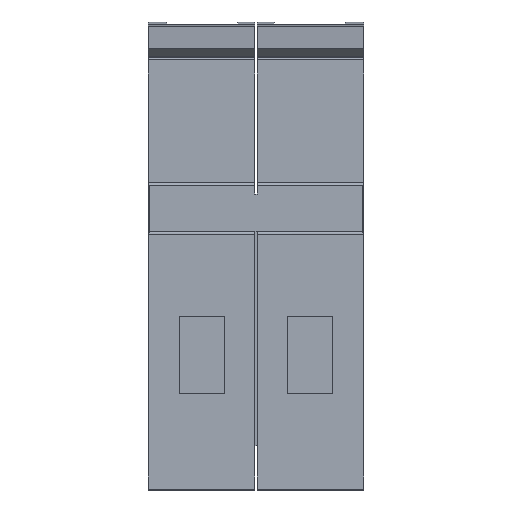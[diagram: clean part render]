
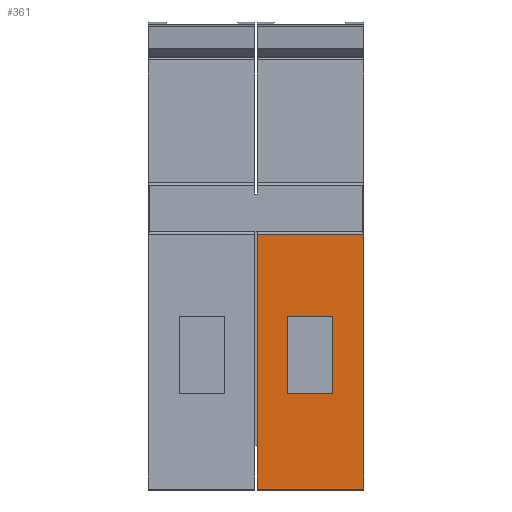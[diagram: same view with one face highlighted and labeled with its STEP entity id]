
A CAD part, front view. The second image highlights one B-rep face of the part: STEP entity #361.
In plain terms, the highlighted planar face has unit normal (0, -1, 0).
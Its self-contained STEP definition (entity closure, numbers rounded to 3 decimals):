
#288=CARTESIAN_POINT('',(-0.,-0.,41.856));
#289=DIRECTION('',(0.,-1.,0.));
#290=DIRECTION('',(0.,0.,1.));
#291=AXIS2_PLACEMENT_3D('',#288,#289,#290);
#292=PLANE('',#291);
#293=CARTESIAN_POINT('',(35.2,-0.,0.156));
#294=VERTEX_POINT('',#293);
#295=CARTESIAN_POINT('',(17.8,-0.,0.156));
#296=VERTEX_POINT('',#295);
#297=CARTESIAN_POINT('',(35.2,-0.,0.156));
#298=DIRECTION('',(-1.,0.,0.));
#299=VECTOR('',#298,17.4);
#300=LINE('',#297,#299);
#301=EDGE_CURVE('',#294,#296,#300,.T.);
#302=ORIENTED_EDGE('',*,*,#301,.F.);
#303=CARTESIAN_POINT('',(35.2,-0.,41.856));
#304=VERTEX_POINT('',#303);
#305=CARTESIAN_POINT('',(35.2,-0.,41.856));
#306=DIRECTION('',(0.,0.,-1.));
#307=VECTOR('',#306,41.7);
#308=LINE('',#305,#307);
#309=EDGE_CURVE('',#304,#294,#308,.T.);
#310=ORIENTED_EDGE('',*,*,#309,.F.);
#311=CARTESIAN_POINT('',(17.8,-0.,41.856));
#312=VERTEX_POINT('',#311);
#313=CARTESIAN_POINT('',(17.8,-0.,41.856));
#314=DIRECTION('',(1.,-0.,0.));
#315=VECTOR('',#314,17.4);
#316=LINE('',#313,#315);
#317=EDGE_CURVE('',#312,#304,#316,.T.);
#318=ORIENTED_EDGE('',*,*,#317,.F.);
#319=CARTESIAN_POINT('',(17.8,-0.,41.856));
#320=DIRECTION('',(0.,-0.,-1.));
#321=VECTOR('',#320,41.7);
#322=LINE('',#319,#321);
#323=EDGE_CURVE('',#312,#296,#322,.T.);
#324=ORIENTED_EDGE('',*,*,#323,.T.);
#325=EDGE_LOOP('',(#302,#310,#318,#324));
#326=FACE_BOUND('',#325,.T.);
#327=CARTESIAN_POINT('',(30.1,-0.,15.756));
#328=VERTEX_POINT('',#327);
#329=CARTESIAN_POINT('',(22.7,-0.,15.756));
#330=VERTEX_POINT('',#329);
#331=CARTESIAN_POINT('',(30.1,-0.,15.756));
#332=DIRECTION('',(-1.,-0.,0.));
#333=VECTOR('',#332,7.4);
#334=LINE('',#331,#333);
#335=EDGE_CURVE('',#328,#330,#334,.T.);
#336=ORIENTED_EDGE('',*,*,#335,.T.);
#337=CARTESIAN_POINT('',(22.7,-0.,28.456));
#338=VERTEX_POINT('',#337);
#339=CARTESIAN_POINT('',(22.7,-0.,15.756));
#340=DIRECTION('',(0.,0.,1.));
#341=VECTOR('',#340,12.7);
#342=LINE('',#339,#341);
#343=EDGE_CURVE('',#330,#338,#342,.T.);
#344=ORIENTED_EDGE('',*,*,#343,.T.);
#345=CARTESIAN_POINT('',(30.1,-0.,28.456));
#346=VERTEX_POINT('',#345);
#347=CARTESIAN_POINT('',(22.7,-0.,28.456));
#348=DIRECTION('',(1.,0.,-0.));
#349=VECTOR('',#348,7.4);
#350=LINE('',#347,#349);
#351=EDGE_CURVE('',#338,#346,#350,.T.);
#352=ORIENTED_EDGE('',*,*,#351,.T.);
#353=CARTESIAN_POINT('',(30.1,-0.,28.456));
#354=DIRECTION('',(0.,0.,-1.));
#355=VECTOR('',#354,12.7);
#356=LINE('',#353,#355);
#357=EDGE_CURVE('',#346,#328,#356,.T.);
#358=ORIENTED_EDGE('',*,*,#357,.T.);
#359=EDGE_LOOP('',(#336,#344,#352,#358));
#360=FACE_BOUND('',#359,.T.);
#361=ADVANCED_FACE('',(#326,#360),#292,.T.);
